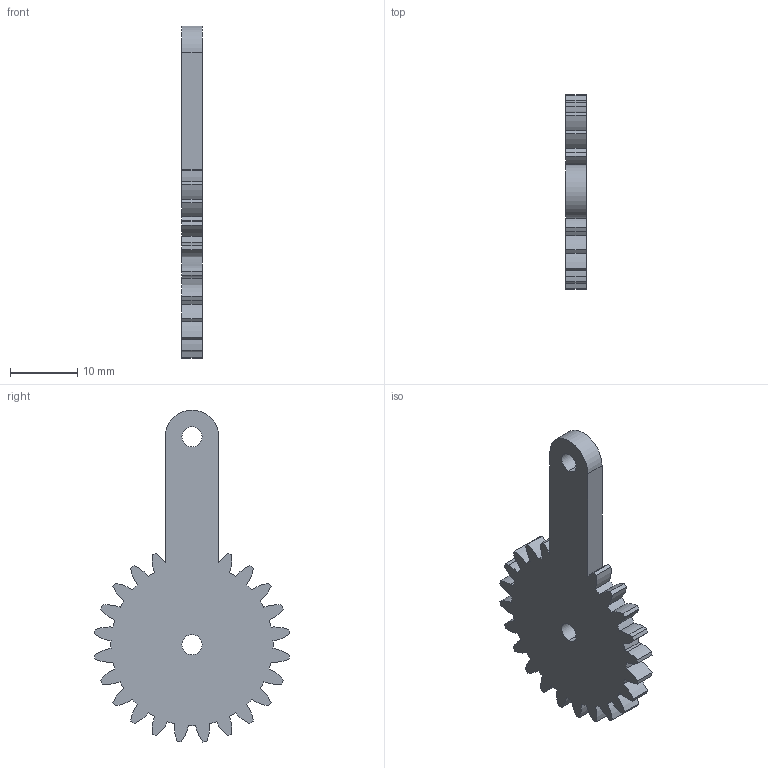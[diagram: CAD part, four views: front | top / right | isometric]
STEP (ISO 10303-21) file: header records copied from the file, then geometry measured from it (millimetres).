
FILE_DESCRIPTION (( 'STEP AP203' ), '1' );
FILE_NAME ('second_gear_attachment_Default_sldprt.STEP', '2025-07-04T14:17:28', ( '' ), ( '' ), 'SwSTEP 2.0', 'SolidWorks 2021', '' );
FILE_SCHEMA (( 'CONFIG_CONTROL_DESIGN' ));
Length unit declared in the file: millimetre
Products named in the file (1): second_gear_attachment_Default_sldprt
Bounding box: 3 x 29.07 x 49.54 mm (x, y, z)
Volume: 2134.7 mm3; surface area: 2092.1 mm2
Topology: 1 solids, 1 shells, 100 faces, 294 edges, 196 vertices
Faces by surface type: cylinder 96, plane 4
Entity records: 3535 total; most frequent: DIRECTION 688, CARTESIAN_POINT 591, ORIENTED_EDGE 588, EDGE_CURVE 294, AXIS2_PLACEMENT_3D 293, VERTEX_POINT 196, CIRCLE 192, EDGE_LOOP 104
